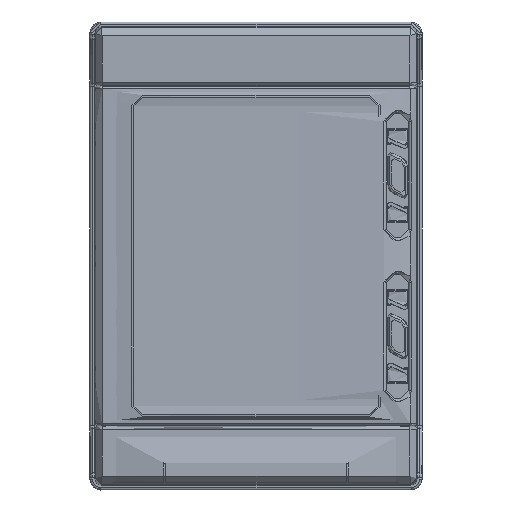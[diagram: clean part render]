
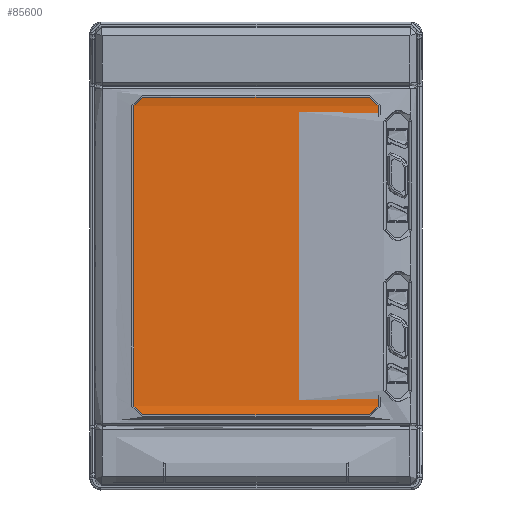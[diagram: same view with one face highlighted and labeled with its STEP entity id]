
A CAD part, top view. The second image highlights one B-rep face of the part: STEP entity #85600.
In plain terms, the highlighted cylindrical face has radius 697.7 mm (diameter 1395.4 mm), a partial arc.
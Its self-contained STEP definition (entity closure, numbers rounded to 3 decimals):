
#36113=CARTESIAN_POINT('',(2264.065,582.044,133.644));
#36114=CARTESIAN_POINT('',(2264.794,582.046,133.532));
#36115=CARTESIAN_POINT('',(2266.19,581.855,133.316));
#36116=CARTESIAN_POINT('',(2268.159,581.044,133.005));
#36117=CARTESIAN_POINT('',(2269.829,579.752,132.737));
#36118=CARTESIAN_POINT('',(2271.12,578.067,132.526));
#36119=CARTESIAN_POINT('',(2271.931,576.111,132.393));
#36120=CARTESIAN_POINT('',(2272.114,574.733,132.362));
#36121=CARTESIAN_POINT('',(2272.114,574.017,132.362));
#36126=CARTESIAN_POINT('',(2052.665,582.044,133.642));
#36127=CARTESIAN_POINT('',(2087.898,581.95,139.042));
#36128=CARTESIAN_POINT('',(2158.365,581.857,144.349));
#36129=CARTESIAN_POINT('',(2228.832,581.95,139.044));
#36130=CARTESIAN_POINT('',(2264.065,582.044,133.644));
#36135=CARTESIAN_POINT('',(2044.616,574.017,132.36));
#36136=CARTESIAN_POINT('',(2044.616,574.733,132.36));
#36137=CARTESIAN_POINT('',(2044.804,576.11,132.391));
#36138=CARTESIAN_POINT('',(2045.606,578.068,132.523));
#36139=CARTESIAN_POINT('',(2046.885,579.737,132.732));
#36140=CARTESIAN_POINT('',(2048.572,581.038,133.003));
#36141=CARTESIAN_POINT('',(2050.538,581.86,133.314));
#36142=CARTESIAN_POINT('',(2051.936,582.046,133.53));
#36143=CARTESIAN_POINT('',(2052.665,582.044,133.642));
#36148=DIRECTION('',(0.,1.,0.));
#36149=VECTOR('',#36148,279.8);
#36150=CARTESIAN_POINT('',(2044.616,294.217,132.36));
#36151=LINE('',#36150,#36149);
#36155=CARTESIAN_POINT('',(2052.665,286.19,133.642));
#36156=CARTESIAN_POINT('',(2051.936,286.188,133.53));
#36157=CARTESIAN_POINT('',(2050.54,286.379,133.314));
#36158=CARTESIAN_POINT('',(2048.572,287.191,133.003));
#36159=CARTESIAN_POINT('',(2046.901,288.483,132.734));
#36160=CARTESIAN_POINT('',(2045.61,290.168,132.524));
#36161=CARTESIAN_POINT('',(2044.799,292.124,132.39));
#36162=CARTESIAN_POINT('',(2044.616,293.501,132.36));
#36163=CARTESIAN_POINT('',(2044.616,294.217,132.36));
#36168=CARTESIAN_POINT('',(2264.065,286.19,133.644));
#36169=CARTESIAN_POINT('',(2228.832,286.285,139.044));
#36170=CARTESIAN_POINT('',(2158.365,286.377,144.349));
#36171=CARTESIAN_POINT('',(2087.898,286.285,139.042));
#36172=CARTESIAN_POINT('',(2052.665,286.19,133.642));
#36177=CARTESIAN_POINT('',(2272.114,294.217,132.362));
#36178=CARTESIAN_POINT('',(2272.114,293.501,132.362));
#36179=CARTESIAN_POINT('',(2271.926,292.125,132.393));
#36180=CARTESIAN_POINT('',(2271.124,290.167,132.525));
#36181=CARTESIAN_POINT('',(2269.845,288.498,132.734));
#36182=CARTESIAN_POINT('',(2268.158,287.197,133.005));
#36183=CARTESIAN_POINT('',(2266.192,286.375,133.316));
#36184=CARTESIAN_POINT('',(2264.794,286.188,133.532));
#36185=CARTESIAN_POINT('',(2264.065,286.19,133.644));
#36190=DIRECTION('',(0.,-1.,0.));
#36191=VECTOR('',#36190,279.8);
#36192=CARTESIAN_POINT('',(2272.114,574.017,132.362));
#36193=LINE('',#36192,#36191);
#40123=VERTEX_POINT('',#36135);
#40124=VERTEX_POINT('',#36143);
#40129=CARTESIAN_POINT('',(2044.616,294.217,132.36));
#40130=VERTEX_POINT('',#40129);
#40133=VERTEX_POINT('',#36155);
#40136=VERTEX_POINT('',#36168);
#40139=VERTEX_POINT('',#36177);
#40142=CARTESIAN_POINT('',(2272.114,574.017,132.362));
#40143=VERTEX_POINT('',#40142);
#40146=VERTEX_POINT('',#36113);
#85578=CARTESIAN_POINT('',(2158.372,434.117,
-556.004));
#85579=DIRECTION('',(0.,1.,0.));
#85580=DIRECTION('',(-0.205,0.,0.979));
#85581=AXIS2_PLACEMENT_3D('',#85578,#85579,#85580);
#85582=CYLINDRICAL_SURFACE('',#85581,697.7);
#85584=ORIENTED_EDGE('',*,*,#85583,.F.);
#85585=ORIENTED_EDGE('',*,*,#85561,.F.);
#85587=ORIENTED_EDGE('',*,*,#85586,.F.);
#85589=ORIENTED_EDGE('',*,*,#85588,.F.);
#85591=ORIENTED_EDGE('',*,*,#85590,.F.);
#85593=ORIENTED_EDGE('',*,*,#85592,.F.);
#85595=ORIENTED_EDGE('',*,*,#85594,.F.);
#85597=ORIENTED_EDGE('',*,*,#85596,.F.);
#85598=EDGE_LOOP('',(#85584,#85585,#85587,#85589,#85591,#85593,#85595,#85597));
#85599=FACE_OUTER_BOUND('',#85598,.F.);
#36122=B_SPLINE_CURVE_WITH_KNOTS('',3,(#36113,#36114,#36115,#36116,#36117,
#36118,#36119,#36120,#36121),.UNSPECIFIED.,.F.,.F.,(4,1,1,1,1,1,4),(0.,
0.167,0.333,0.5,0.667,0.833,
1.),.UNSPECIFIED.);
#36131=B_SPLINE_CURVE_WITH_KNOTS('',3,(#36126,#36127,#36128,#36129,#36130),
.UNSPECIFIED.,.F.,.F.,(4,1,4),(0.,0.5,1.),.UNSPECIFIED.);
#36144=B_SPLINE_CURVE_WITH_KNOTS('',3,(#36135,#36136,#36137,#36138,#36139,
#36140,#36141,#36142,#36143),.UNSPECIFIED.,.F.,.F.,(4,1,1,1,1,1,4),(0.,
0.167,0.333,0.5,0.667,0.833,
1.),.UNSPECIFIED.);
#36164=B_SPLINE_CURVE_WITH_KNOTS('',3,(#36155,#36156,#36157,#36158,#36159,
#36160,#36161,#36162,#36163),.UNSPECIFIED.,.F.,.F.,(4,1,1,1,1,1,4),(0.,
0.167,0.333,0.5,0.667,0.833,
1.),.UNSPECIFIED.);
#36173=B_SPLINE_CURVE_WITH_KNOTS('',3,(#36168,#36169,#36170,#36171,#36172),
.UNSPECIFIED.,.F.,.F.,(4,1,4),(0.,0.5,1.),.UNSPECIFIED.);
#36186=B_SPLINE_CURVE_WITH_KNOTS('',3,(#36177,#36178,#36179,#36180,#36181,
#36182,#36183,#36184,#36185),.UNSPECIFIED.,.F.,.F.,(4,1,1,1,1,1,4),(0.,
0.167,0.333,0.5,0.667,0.833,
1.),.UNSPECIFIED.);
#85561=EDGE_CURVE('',#40124,#40146,#36131,.T.);
#85583=EDGE_CURVE('',#40146,#40143,#36122,.T.);
#85586=EDGE_CURVE('',#40123,#40124,#36144,.T.);
#85588=EDGE_CURVE('',#40130,#40123,#36151,.T.);
#85590=EDGE_CURVE('',#40133,#40130,#36164,.T.);
#85592=EDGE_CURVE('',#40136,#40133,#36173,.T.);
#85594=EDGE_CURVE('',#40139,#40136,#36186,.T.);
#85596=EDGE_CURVE('',#40143,#40139,#36193,.T.);
#85600=ADVANCED_FACE('',(#85599),#85582,.F.);
